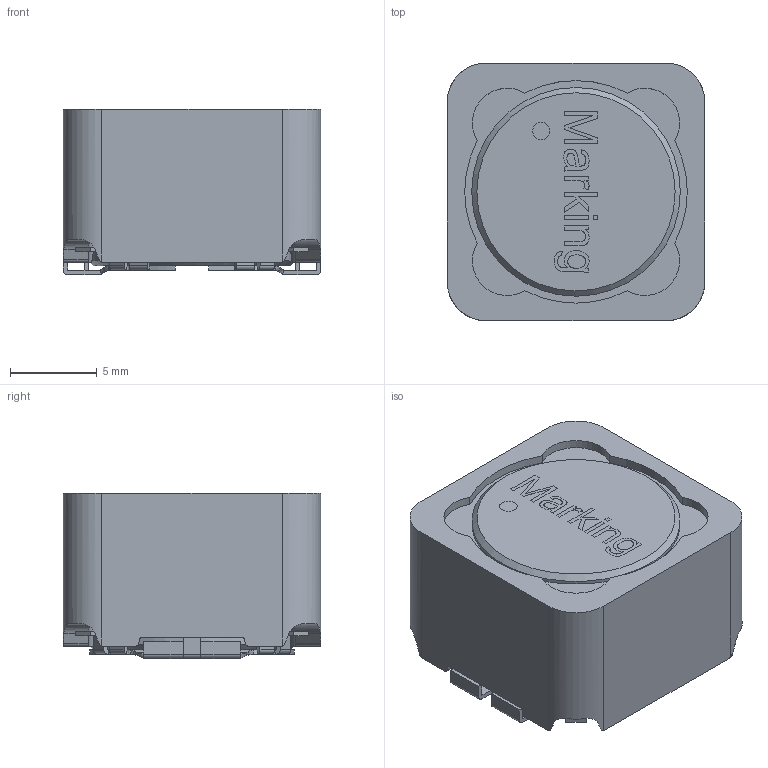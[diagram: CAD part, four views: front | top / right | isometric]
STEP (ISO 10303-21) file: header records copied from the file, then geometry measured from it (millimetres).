
FILE_DESCRIPTION(/* description */ ('Unknown'),/* implementation_level */ '2;1');
FILE_NAME(/* name */ 'L_Wurth_WE-PD_1510',/* time_stamp */ '2022-04-18T16:48:46+08:00',/* author */ ('Unknown'),/* organization */ ('Unknown'),/* preprocessor_version */ 'ST-DEVELOPER v16.7',/* originating_system */ 'Solid Edge',/* authorisation */ 'Unknown');
FILE_SCHEMA (('AUTOMOTIVE_DESIGN {1 0 10303 214 3 1 1}'));
Length unit declared in the file: millimetre
Products named in the file (2): L_Wurth_WE-PD_1510
Assembly tree (1 placements, depth 2):
  L_Wurth_WE-PD_1510
    L_Wurth_WE-PD_1510
Bounding box: 14.8 x 14.8 x 9.5 mm (x, y, z)
Volume: 1266.2 mm3; surface area: 1727.9 mm2
Topology: 1 solids, 1 shells, 337 faces, 961 edges, 621 vertices
Faces by surface type: plane 192, cylinder 101, bspline 40, cone 2, torus 2
Full cylindrical faces by diameter (mm): 1 x1, 7.5 x1, 12 x2
Entity records: 14009 total; most frequent: CARTESIAN_POINT 3091, ORIENTED_EDGE 1896, DIRECTION 1616, EDGE_CURVE 948, VERTEX_POINT 617, LINE 570, VECTOR 570, AXIS2_PLACEMENT_3D 523
